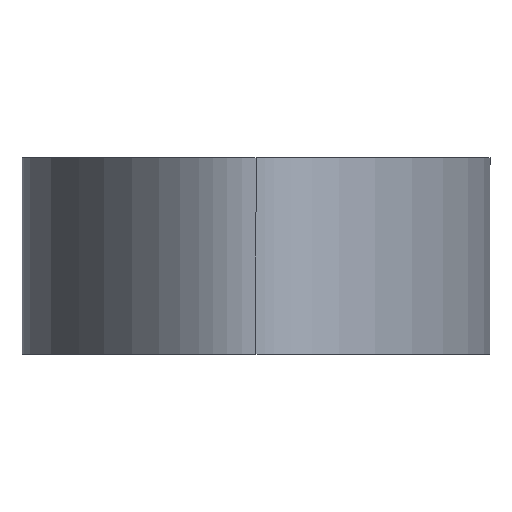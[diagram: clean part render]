
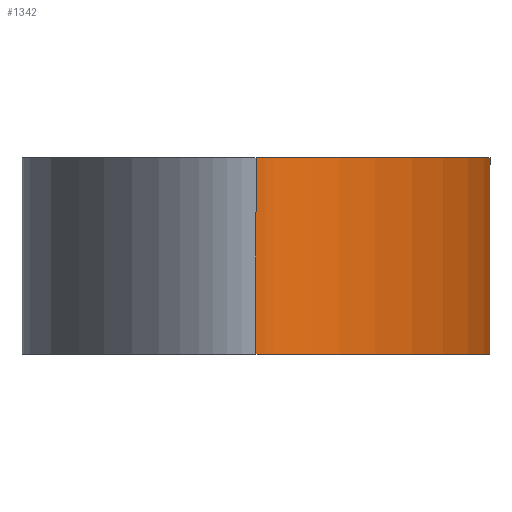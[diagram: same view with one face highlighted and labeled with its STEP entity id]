
A CAD part, front view. The second image highlights one B-rep face of the part: STEP entity #1342.
In plain terms, the highlighted free-form (B-spline) face has degree [3, 1] with [4, 2] control points.
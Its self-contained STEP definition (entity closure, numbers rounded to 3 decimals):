
#81 = DIRECTION ( 'NONE',  ( -1., 0., 0. ) ) ;
#89 = VERTEX_POINT ( 'NONE', #2465 ) ;
#100 = CARTESIAN_POINT ( 'NONE',  ( 104.375, -144.433, 317.114 ) ) ;
#139 = B_SPLINE_CURVE_WITH_KNOTS ( 'NONE', 3,
 ( #694, #535, #1584, #100 ),
 .UNSPECIFIED., .F., .F.,
 ( 4, 4 ),
 ( 0., 1. ),
 .UNSPECIFIED. ) ;
#177 = CARTESIAN_POINT ( 'NONE',  ( 146.375, -144.433, 340.447 ) ) ;
#210 = CARTESIAN_POINT ( 'NONE',  ( 319.74, -144.433, 317.114 ) ) ;
#250 = EDGE_CURVE ( 'NONE', #373, #89, #2081, .T. ) ;
#255 = CARTESIAN_POINT ( 'NONE',  ( 146.375, -61.1, 367.114 ) ) ;
#367 = B_SPLINE_CURVE_WITH_KNOTS ( 'NONE', 3,
 ( #1218, #809, #177, #424 ),
 .UNSPECIFIED., .F., .F.,
 ( 4, 4 ),
 ( 0., 1. ),
 .UNSPECIFIED. ) ;
#373 = VERTEX_POINT ( 'NONE', #1580 ) ;
#424 = CARTESIAN_POINT ( 'NONE',  ( 146.375, -144.433, 317.114 ) ) ;
#535 = CARTESIAN_POINT ( 'NONE',  ( 104.375, -97.766, 367.114 ) ) ;
#694 = CARTESIAN_POINT ( 'NONE',  ( 104.375, -61.1, 367.114 ) ) ;
#809 = CARTESIAN_POINT ( 'NONE',  ( 146.375, -97.766, 367.114 ) ) ;
#887 = CARTESIAN_POINT ( 'NONE',  ( 104.375, -61.1, 367.114 ) ) ;
#903 = FACE_OUTER_BOUND ( 'NONE', #1194, .T. ) ;
#931 = VERTEX_POINT ( 'NONE', #1350 ) ;
#962 = CARTESIAN_POINT ( 'NONE',  ( 319.74, -61.1, 367.114 ) ) ;
#977 = VERTEX_POINT ( 'NONE', #1200 ) ;
#1051 = CARTESIAN_POINT ( 'NONE',  ( 146.375, -144.433, 317.114 ) ) ;
#1140 = ORIENTED_EDGE ( 'NONE', *, *, #1458, .T. ) ;
#1194 = EDGE_LOOP ( 'NONE', ( #1964, #2467, #2588, #1140 ) ) ;
#1200 = CARTESIAN_POINT ( 'NONE',  ( 146.375, -61.1, 367.114 ) ) ;
#1218 = CARTESIAN_POINT ( 'NONE',  ( 146.375, -61.1, 367.114 ) ) ;
#1342 = ADVANCED_FACE ( 'NONE', ( #903 ), #1915, .F. ) ;
#1350 = CARTESIAN_POINT ( 'NONE',  ( 104.375, -61.1, 367.114 ) ) ;
#1458 = EDGE_CURVE ( 'NONE', #931, #89, #139, .T. ) ;
#1473 = CARTESIAN_POINT ( 'NONE',  ( 146.375, -144.433, 340.447 ) ) ;
#1580 = CARTESIAN_POINT ( 'NONE',  ( 146.375, -144.433, 317.114 ) ) ;
#1584 = CARTESIAN_POINT ( 'NONE',  ( 104.375, -144.433, 340.447 ) ) ;
#1906 = CARTESIAN_POINT ( 'NONE',  ( 104.375, -144.433, 340.447 ) ) ;
#1915 = B_SPLINE_SURFACE_WITH_KNOTS ( 'NONE', 3, 1, ( 
 ( #255, #887 ),
 ( #2294, #2332 ),
 ( #1473, #1906 ),
 ( #1051, #2556 ) ),
 .UNSPECIFIED., .F., .F., .F.,
 ( 4, 4 ),
 ( 2, 2 ),
 ( 0., 1. ),
 ( 0., 1. ),
 .UNSPECIFIED. ) ;
#1964 = ORIENTED_EDGE ( 'NONE', *, *, #250, .F. ) ;
#2023 = LINE ( 'NONE', #962, #2345 ) ;
#2041 = VECTOR ( 'NONE', #81, 1000. ) ;
#2081 = LINE ( 'NONE', #210, #2041 ) ;
#2277 = EDGE_CURVE ( 'NONE', #977, #931, #2023, .T. ) ;
#2294 = CARTESIAN_POINT ( 'NONE',  ( 146.375, -97.766, 367.114 ) ) ;
#2332 = CARTESIAN_POINT ( 'NONE',  ( 104.375, -97.766, 367.114 ) ) ;
#2345 = VECTOR ( 'NONE', #2564, 1000. ) ;
#2465 = CARTESIAN_POINT ( 'NONE',  ( 104.375, -144.433, 317.114 ) ) ;
#2467 = ORIENTED_EDGE ( 'NONE', *, *, #2713, .F. ) ;
#2556 = CARTESIAN_POINT ( 'NONE',  ( 104.375, -144.433, 317.114 ) ) ;
#2564 = DIRECTION ( 'NONE',  ( -1., 0., 0. ) ) ;
#2588 = ORIENTED_EDGE ( 'NONE', *, *, #2277, .T. ) ;
#2713 = EDGE_CURVE ( 'NONE', #977, #373, #367, .T. ) ;
